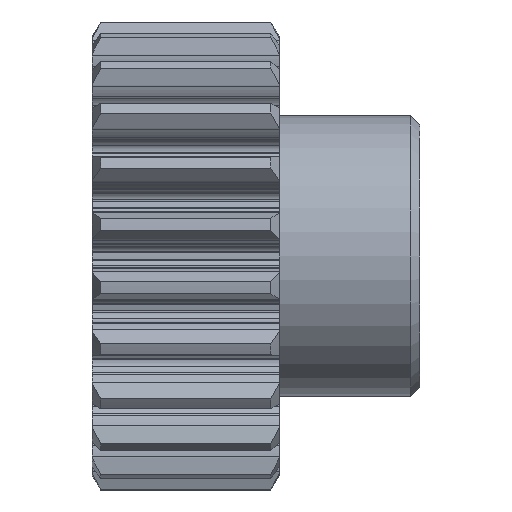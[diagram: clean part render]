
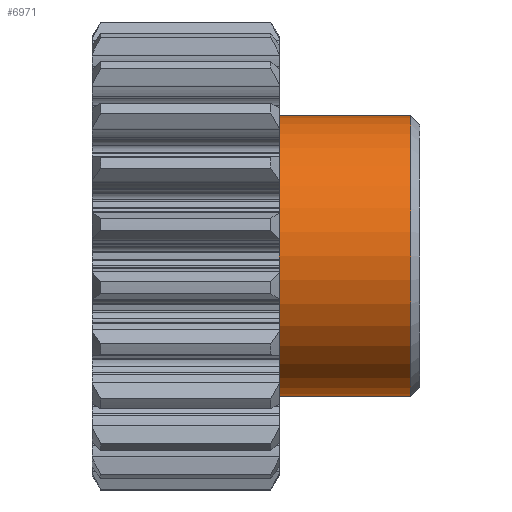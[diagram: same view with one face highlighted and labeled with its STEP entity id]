
A CAD part, front view. The second image highlights one B-rep face of the part: STEP entity #6971.
In plain terms, the highlighted cylindrical face has radius 15 mm (diameter 30 mm), a full revolution.
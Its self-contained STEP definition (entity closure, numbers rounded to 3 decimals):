
#34=VECTOR('',#9878,1.);
#374=LINE('',#12781,#34);
#714=CYLINDRICAL_SURFACE('',#8052,15.);
#1662=VERTEX_POINT('',#12165);
#1957=VERTEX_POINT('',#12782);
#1958=VERTEX_POINT('',#12784);
#2354=CIRCLE('',#7747,15.);
#2657=CIRCLE('',#8053,15.);
#3154=EDGE_CURVE('',#1662,#1662,#2354,.T.);
#3473=EDGE_CURVE('',#1957,#1662,#374,.T.);
#3474=EDGE_CURVE('',#1958,#1957,#2657,.T.);
#3475=EDGE_CURVE('',#1957,#1958,#2657,.T.);
#4678=ORIENTED_EDGE('',*,*,#3473,.T.);
#4679=ORIENTED_EDGE('',*,*,#3154,.T.);
#4680=ORIENTED_EDGE('',*,*,#3473,.F.);
#4681=ORIENTED_EDGE('',*,*,#3474,.F.);
#4682=ORIENTED_EDGE('',*,*,#3475,.F.);
#6189=EDGE_LOOP('',(#4678,#4679,#4680,#4681,#4682));
#6581=FACE_BOUND('',#6189,.T.);
#6971=ADVANCED_FACE('',(#6581),#714,.T.);
#7747=AXIS2_PLACEMENT_3D('',#12164,#9266,#9267);
#8052=AXIS2_PLACEMENT_3D('',#12780,#9876,#9877);
#8053=AXIS2_PLACEMENT_3D('',#12783,#9879,#9880);
#9266=DIRECTION('',(1.,0.,0.));
#9267=DIRECTION('',(0.,0.,-15.));
#9876=DIRECTION('',(1.,0.,0.));
#9877=DIRECTION('',(0.,0.,-15.));
#9878=DIRECTION('',(-1.,0.,0.));
#9879=DIRECTION('',(1.,0.,0.));
#9880=DIRECTION('',(0.,0.,-15.));
#12164=CARTESIAN_POINT('',(20.,0.,0.));
#12165=CARTESIAN_POINT('',(20.,0.,-15.));
#12780=CARTESIAN_POINT('',(35.,0.,0.));
#12781=CARTESIAN_POINT('',(19.,0.,-15.));
#12782=CARTESIAN_POINT('',(34.,0.,-15.));
#12783=CARTESIAN_POINT('',(34.,0.,0.));
#12784=CARTESIAN_POINT('',(34.,0.,15.));
